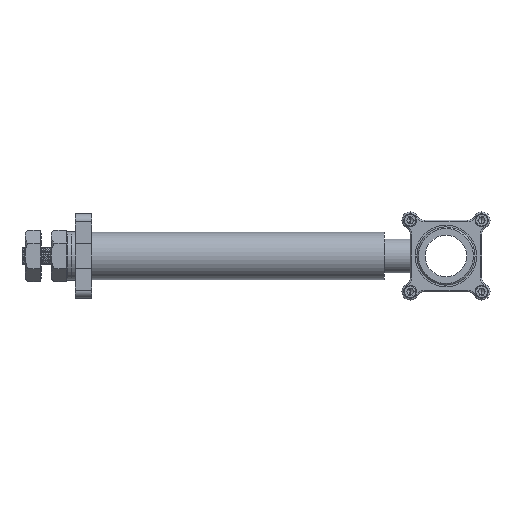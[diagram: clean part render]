
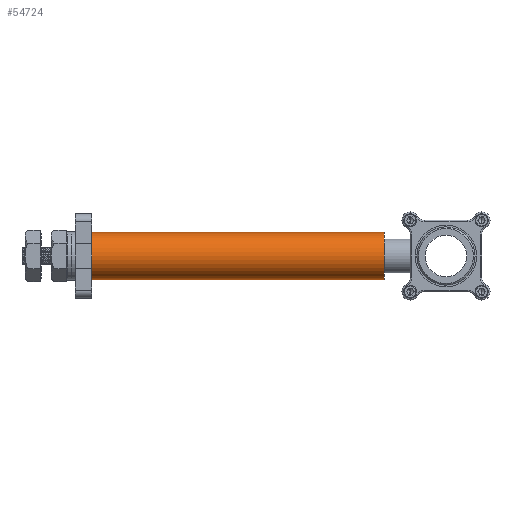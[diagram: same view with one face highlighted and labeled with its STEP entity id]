
A CAD part, left-side view. The second image highlights one B-rep face of the part: STEP entity #54724.
In plain terms, the highlighted cylindrical face has radius 14.2 mm (diameter 28.4 mm), a partial arc.
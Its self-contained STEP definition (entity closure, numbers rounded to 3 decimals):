
#77 = VECTOR ( 'NONE', #7541, 1000. ) ;
#407 = VERTEX_POINT ( 'NONE', #51115 ) ;
#1365 = EDGE_CURVE ( 'NONE', #407, #37439, #90943, .T. ) ;
#3996 = VECTOR ( 'NONE', #38896, 1000. ) ;
#6521 = DIRECTION ( 'NONE',  ( 0., -1., 0. ) ) ;
#7488 = DIRECTION ( 'NONE',  ( 0., 0., -1. ) ) ;
#7541 = DIRECTION ( 'NONE',  ( 0., -1., 0. ) ) ;
#13471 = AXIS2_PLACEMENT_3D ( 'NONE', #42600, #35714, #72529 ) ;
#13883 = CARTESIAN_POINT ( 'NONE',  ( 0., 37.17, 0. ) ) ;
#14643 = DIRECTION ( 'NONE',  ( 0., -1., 0. ) ) ;
#16354 = CARTESIAN_POINT ( 'NONE',  ( 0., 0., -14.2 ) ) ;
#22735 = CARTESIAN_POINT ( 'NONE',  ( 0., 0., 14.2 ) ) ;
#28392 = CYLINDRICAL_SURFACE ( 'NONE', #29021, 14.2 ) ;
#29021 = AXIS2_PLACEMENT_3D ( 'NONE', #29378, #14643, #52393 ) ;
#29378 = CARTESIAN_POINT ( 'NONE',  ( 0., 0., 0. ) ) ;
#35714 = DIRECTION ( 'NONE',  ( 0., -1., 0. ) ) ;
#36187 = ORIENTED_EDGE ( 'NONE', *, *, #60764, .T. ) ;
#37439 = VERTEX_POINT ( 'NONE', #82985 ) ;
#38896 = DIRECTION ( 'NONE',  ( 0., -1., 0. ) ) ;
#40325 = ORIENTED_EDGE ( 'NONE', *, *, #1365, .T. ) ;
#42600 = CARTESIAN_POINT ( 'NONE',  ( 0., 213., 0. ) ) ;
#44558 = FACE_OUTER_BOUND ( 'NONE', #69922, .T. ) ;
#44832 = CIRCLE ( 'NONE', #13471, 14.2 ) ;
#51115 = CARTESIAN_POINT ( 'NONE',  ( 0., 213., -14.2 ) ) ;
#52393 = DIRECTION ( 'NONE',  ( 0., 0., -1. ) ) ;
#54724 = ADVANCED_FACE ( 'NONE', ( #44558 ), #28392, .T. ) ;
#60764 = EDGE_CURVE ( 'NONE', #81606, #407, #44832, .T. ) ;
#63112 = ORIENTED_EDGE ( 'NONE', *, *, #96023, .F. ) ;
#63524 = AXIS2_PLACEMENT_3D ( 'NONE', #13883, #6521, #7488 ) ;
#65075 = CIRCLE ( 'NONE', #63524, 14.2 ) ;
#67896 = EDGE_CURVE ( 'NONE', #88719, #37439, #65075, .T. ) ;
#69922 = EDGE_LOOP ( 'NONE', ( #63112, #36187, #40325, #76824 ) ) ;
#70949 = CARTESIAN_POINT ( 'NONE',  ( 0., 213., 14.2 ) ) ;
#72529 = DIRECTION ( 'NONE',  ( 0., 0., -1. ) ) ;
#72578 = CARTESIAN_POINT ( 'NONE',  ( 0., 37.17, 14.2 ) ) ;
#75714 = LINE ( 'NONE', #22735, #77 ) ;
#76824 = ORIENTED_EDGE ( 'NONE', *, *, #67896, .F. ) ;
#81606 = VERTEX_POINT ( 'NONE', #70949 ) ;
#82985 = CARTESIAN_POINT ( 'NONE',  ( 0., 37.17, -14.2 ) ) ;
#88719 = VERTEX_POINT ( 'NONE', #72578 ) ;
#90943 = LINE ( 'NONE', #16354, #3996 ) ;
#96023 = EDGE_CURVE ( 'NONE', #81606, #88719, #75714, .T. ) ;
